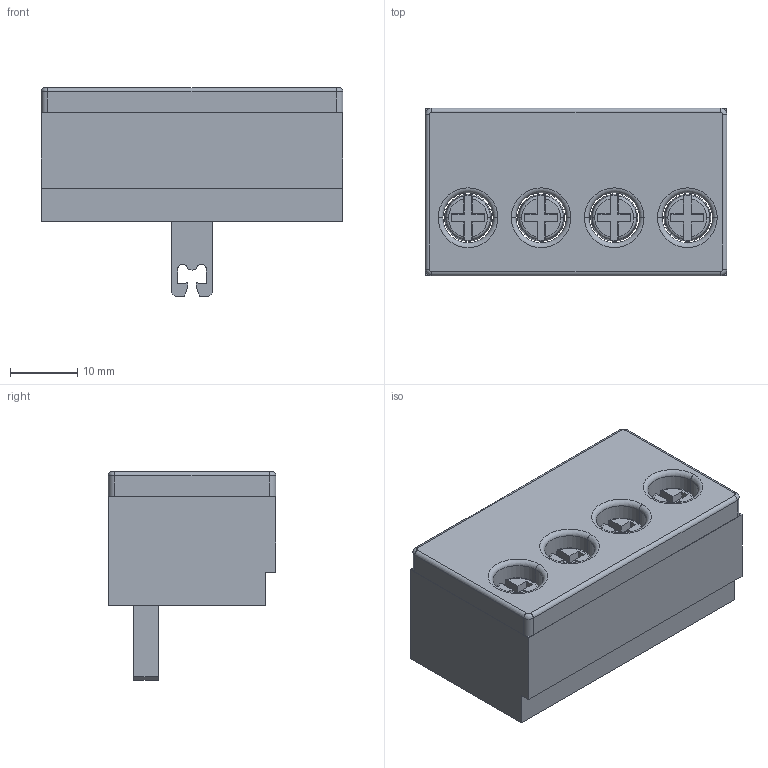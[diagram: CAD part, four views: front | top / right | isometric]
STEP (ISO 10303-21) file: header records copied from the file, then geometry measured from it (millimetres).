
FILE_DESCRIPTION(('STEP AP214'),'1');
FILE_NAME('cctmp_C3E528B7-6C50-4B61-9CF1-D7D6DA0026B3_2023_07_18_13_05_33_0062..stp','2023-07-18T11:05:33',('SIEMENS A&D'),('CADClick - www.CADClick.com'),'Spatial InterOp 3D postprocessed',' ','unknown authorization');
FILE_SCHEMA(('AUTOMOTIVE_DESIGN'));
Length unit declared in the file: millimetre
Products named in the file (7): cc_unnamed; 2023_07_18_13_05_33_0031; 2023_07_18_13_05_33_0000; 2023_07_18_13_05_32_0969; 2023_07_18_13_05_32_0937; 2023_07_18_13_05_32_0906; 2023_07_18_13_05_32_0875
Assembly tree (6 placements, depth 2):
  cc_unnamed
    2023_07_18_13_05_33_0031
    2023_07_18_13_05_33_0000
    2023_07_18_13_05_32_0969
    2023_07_18_13_05_32_0937
    2023_07_18_13_05_32_0906
    2023_07_18_13_05_32_0875
Bounding box: 45 x 25 x 31.1 mm (x, y, z)
Volume: 19668 mm3; surface area: 9851.1 mm2
Topology: 6 solids, 6 shells, 214 faces, 515 edges, 314 vertices
Faces by surface type: plane 88, cylinder 50, cone 40, torus 28, revolution 8
Entity records: 10578 total; most frequent: CARTESIAN_POINT 1370, DIRECTION 1109, STYLED_ITEM 1049, PRESENTATION_STYLE_ASSIGNMENT 1049, ORIENTED_EDGE 1030, EDGE_CURVE 515, CURVE_STYLE 515, DRAUGHTING_PRE_DEFINED_CURVE_FONT 515
